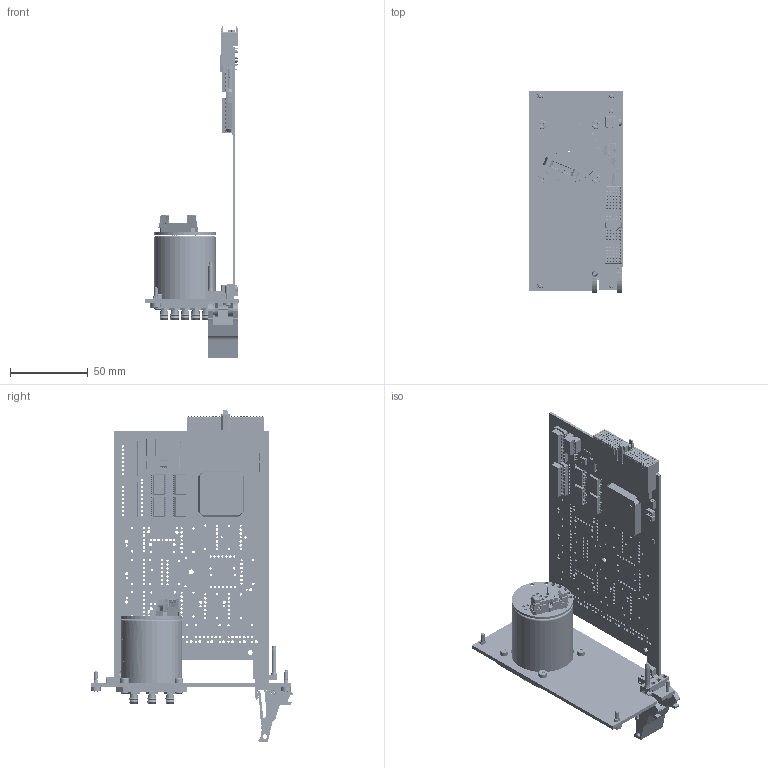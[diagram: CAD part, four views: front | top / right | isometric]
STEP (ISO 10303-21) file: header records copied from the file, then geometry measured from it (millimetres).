
FILE_DESCRIPTION (( 'STEP AP214' ), '1' );
FILE_NAME ('40-785-531 PXI 6CH MUX Card SMA 2.9 26.5GHz uWave Module.STEP', '2013-09-09T15:08:13', ( 'admin' ), ( '' ), 'SwSTEP 2.0', 'SolidWorks 2012', '' );
FILE_SCHEMA (( 'AUTOMOTIVE_DESIGN' ));
Length unit declared in the file: millimetre
Products named in the file (1): 40-785-531 PXI 6CH MUX Card SMA 2.9 26.5GHz uWave Module
Bounding box: 60 x 129.87 x 213.99 mm (x, y, z)
Surface area: 86551.6 mm2 (no closed solid volume)
Topology: 0 solids, 556 shells, 3435 faces, 16276 edges, 12881 vertices
Faces by surface type: plane 2278, cylinder 961, cone 136, bspline 30, torus 15, sphere 15
Full cylindrical faces by diameter (mm): 0.5 x9, 0.6 x114, 0.7 x2, 1 x32, 1.245 x5, 1.397 x60, 1.422 x27, 1.496 x2, 1.524 x66, 1.651 x80, 1.778 x1, 1.829 x3, 1.967 x2, 2 x7, 2.015 x1, 2.032 x16, 2.05 x1, 2.094 x1, 2.095 x5, 2.108 x9, 2.179 x1, 2.353 x3, 2.388 x4, 2.438 x2, 2.497 x1, 2.5 x5, 2.6 x1, 2.692 x7, 2.7 x1, 2.8 x1
Entity records: 209285 total; most frequent: CARTESIAN_POINT 48983, DIRECTION 23931, ORIENTED_EDGE 20599, EDGE_CURVE 15457, VERTEX_POINT 12739, VECTOR 10393, LINE 10393, AXIS2_PLACEMENT_3D 6769
